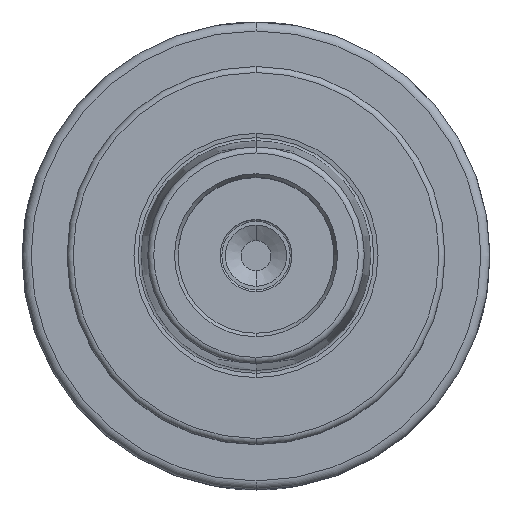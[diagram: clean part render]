
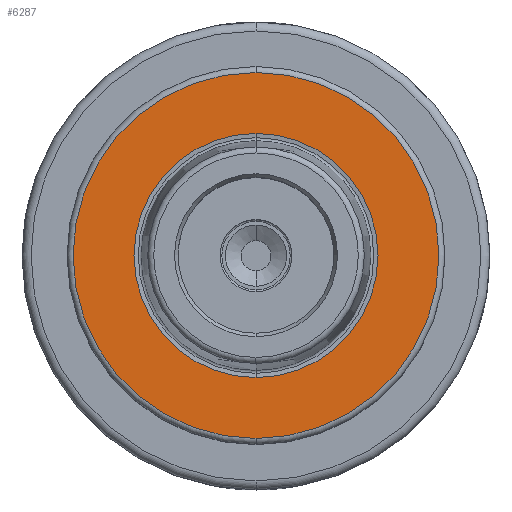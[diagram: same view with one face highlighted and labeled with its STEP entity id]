
A CAD part, top view. The second image highlights one B-rep face of the part: STEP entity #6287.
In plain terms, the highlighted planar face has unit normal (0, 0, 1).
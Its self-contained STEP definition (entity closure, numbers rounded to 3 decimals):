
#2018=CARTESIAN_POINT('',(0,0,26));
#2019=DIRECTION('',(0,0,1));
#2020=DIRECTION('',(0,1,0));
#2021=AXIS2_PLACEMENT_3D('',#2018,#2019,#2020);
#2023=CARTESIAN_POINT('',(0,0,26));
#2024=DIRECTION('',(0,0,1));
#2025=DIRECTION('',(0,-1,0));
#2026=AXIS2_PLACEMENT_3D('',#2023,#2024,#2025);
#2036=CARTESIAN_POINT('',(0,0,26));
#2037=DIRECTION('',(0,0,1));
#2038=DIRECTION('',(0,1,0));
#2039=AXIS2_PLACEMENT_3D('',#2036,#2037,#2038);
#2041=CARTESIAN_POINT('',(0,0,26));
#2042=DIRECTION('',(0,0,-1));
#2043=DIRECTION('',(0,1,0));
#2044=AXIS2_PLACEMENT_3D('',#2041,#2042,#2043);
#3007=CARTESIAN_POINT('',(0,20.344,26));
#3009=VERTEX_POINT('',#3007);
#3037=CARTESIAN_POINT('',(0,-20.344,26));
#3039=VERTEX_POINT('',#3037);
#3083=CARTESIAN_POINT('',(0,30.5,26));
#3084=CARTESIAN_POINT('',(0,-30.5,26));
#3085=VERTEX_POINT('',#3083);
#3086=VERTEX_POINT('',#3084);
#6271=CARTESIAN_POINT('',(0,0,26));
#6272=DIRECTION('',(0,0,-1));
#6273=DIRECTION('',(0,-1,0));
#6274=AXIS2_PLACEMENT_3D('',#6271,#6272,#6273);
#6275=PLANE('',#6274);
#6277=ORIENTED_EDGE('',*,*,#6276,.F.);
#6278=ORIENTED_EDGE('',*,*,#6261,.F.);
#6279=EDGE_LOOP('',(#6277,#6278));
#6280=FACE_OUTER_BOUND('',#6279,.F.);
#6282=ORIENTED_EDGE('',*,*,#6281,.T.);
#6284=ORIENTED_EDGE('',*,*,#6283,.F.);
#6285=EDGE_LOOP('',(#6282,#6284));
#6286=FACE_BOUND('',#6285,.F.);
#6287=ADVANCED_FACE('',(#6280,#6286),#6275,.F.);
#2022=CIRCLE('',#2021,30.5);
#2027=CIRCLE('',#2026,30.5);
#2040=CIRCLE('',#2039,20.344);
#2045=CIRCLE('',#2044,20.344);
#6261=EDGE_CURVE('',#3086,#3085,#2027,.T.);
#6276=EDGE_CURVE('',#3085,#3086,#2022,.T.);
#6281=EDGE_CURVE('',#3009,#3039,#2040,.T.);
#6283=EDGE_CURVE('',#3009,#3039,#2045,.T.);
